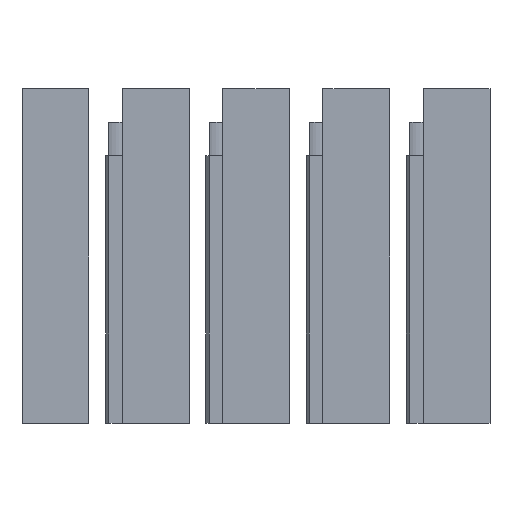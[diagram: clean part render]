
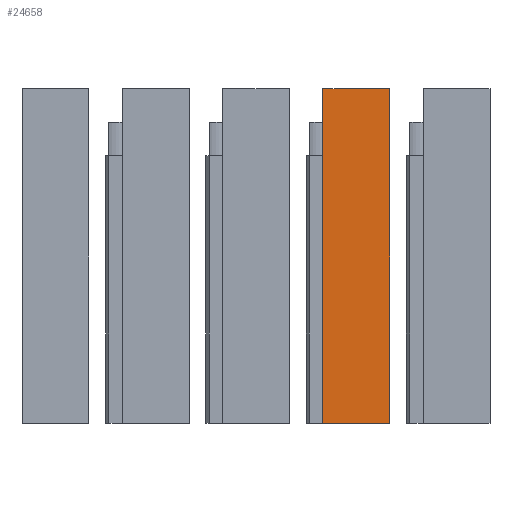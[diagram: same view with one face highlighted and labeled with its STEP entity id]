
A CAD part, front view. The second image highlights one B-rep face of the part: STEP entity #24658.
In plain terms, the highlighted planar face has unit normal (0, -1, 0).
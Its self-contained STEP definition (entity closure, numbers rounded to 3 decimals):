
#24542 = EDGE_CURVE('',#24543,#24545,#24547,.T.);
#24543 = VERTEX_POINT('',#24544);
#24544 = CARTESIAN_POINT('',(40.,-5.,-5.));
#24545 = VERTEX_POINT('',#24546);
#24546 = CARTESIAN_POINT('',(40.,-5.,45.));
#24547 = SURFACE_CURVE('',#24548,(#24552,#24564),.PCURVE_S1.);
#24548 = LINE('',#24549,#24550);
#24549 = CARTESIAN_POINT('',(40.,-5.,-5.));
#24550 = VECTOR('',#24551,1.);
#24551 = DIRECTION('',(0.,0.,1.));
#24552 = PCURVE('',#24553,#24558);
#24553 = PLANE('',#24554);
#24554 = AXIS2_PLACEMENT_3D('',#24555,#24556,#24557);
#24555 = CARTESIAN_POINT('',(40.,-5.,35.));
#24556 = DIRECTION('',(1.,0.,0.));
#24557 = DIRECTION('',(0.,0.,1.));
#24558 = DEFINITIONAL_REPRESENTATION('',(#24559),#24563);
#24559 = LINE('',#24560,#24561);
#24560 = CARTESIAN_POINT('',(-40.,0.));
#24561 = VECTOR('',#24562,1.);
#24562 = DIRECTION('',(1.,0.));
#24563 = ( GEOMETRIC_REPRESENTATION_CONTEXT(2) 
PARAMETRIC_REPRESENTATION_CONTEXT() REPRESENTATION_CONTEXT('2D SPACE',''
  ) );
#24564 = PCURVE('',#24565,#24570);
#24565 = PLANE('',#24566);
#24566 = AXIS2_PLACEMENT_3D('',#24567,#24568,#24569);
#24567 = CARTESIAN_POINT('',(40.,-5.,35.));
#24568 = DIRECTION('',(0.,1.,0.));
#24569 = DIRECTION('',(0.,0.,1.));
#24570 = DEFINITIONAL_REPRESENTATION('',(#24571),#24575);
#24571 = LINE('',#24572,#24573);
#24572 = CARTESIAN_POINT('',(-40.,0.));
#24573 = VECTOR('',#24574,1.);
#24574 = DIRECTION('',(1.,0.));
#24575 = ( GEOMETRIC_REPRESENTATION_CONTEXT(2) 
PARAMETRIC_REPRESENTATION_CONTEXT() REPRESENTATION_CONTEXT('2D SPACE',''
  ) );
#24593 = PLANE('',#24594);
#24594 = AXIS2_PLACEMENT_3D('',#24595,#24596,#24597);
#24595 = CARTESIAN_POINT('',(40.,-5.,-5.));
#24596 = DIRECTION('',(0.,0.,1.));
#24597 = DIRECTION('',(1.,0.,0.));
#24647 = PLANE('',#24648);
#24648 = AXIS2_PLACEMENT_3D('',#24649,#24650,#24651);
#24649 = CARTESIAN_POINT('',(40.,-5.,45.));
#24650 = DIRECTION('',(0.,0.,1.));
#24651 = DIRECTION('',(1.,0.,0.));
#24658 = ADVANCED_FACE('',(#24659),#24565,.F.);
#24659 = FACE_BOUND('',#24660,.F.);
#24660 = EDGE_LOOP('',(#24661,#24691,#24712,#24713));
#24661 = ORIENTED_EDGE('',*,*,#24662,.F.);
#24662 = EDGE_CURVE('',#24663,#24665,#24667,.T.);
#24663 = VERTEX_POINT('',#24664);
#24664 = CARTESIAN_POINT('',(50.,-5.,-5.));
#24665 = VERTEX_POINT('',#24666);
#24666 = CARTESIAN_POINT('',(50.,-5.,45.));
#24667 = SURFACE_CURVE('',#24668,(#24672,#24679),.PCURVE_S1.);
#24668 = LINE('',#24669,#24670);
#24669 = CARTESIAN_POINT('',(50.,-5.,-5.));
#24670 = VECTOR('',#24671,1.);
#24671 = DIRECTION('',(0.,0.,1.));
#24672 = PCURVE('',#24565,#24673);
#24673 = DEFINITIONAL_REPRESENTATION('',(#24674),#24678);
#24674 = LINE('',#24675,#24676);
#24675 = CARTESIAN_POINT('',(-40.,10.));
#24676 = VECTOR('',#24677,1.);
#24677 = DIRECTION('',(1.,0.));
#24678 = ( GEOMETRIC_REPRESENTATION_CONTEXT(2) 
PARAMETRIC_REPRESENTATION_CONTEXT() REPRESENTATION_CONTEXT('2D SPACE',''
  ) );
#24679 = PCURVE('',#24680,#24685);
#24680 = PLANE('',#24681);
#24681 = AXIS2_PLACEMENT_3D('',#24682,#24683,#24684);
#24682 = CARTESIAN_POINT('',(50.,-5.,35.));
#24683 = DIRECTION('',(1.,0.,0.));
#24684 = DIRECTION('',(0.,0.,1.));
#24685 = DEFINITIONAL_REPRESENTATION('',(#24686),#24690);
#24686 = LINE('',#24687,#24688);
#24687 = CARTESIAN_POINT('',(-40.,0.));
#24688 = VECTOR('',#24689,1.);
#24689 = DIRECTION('',(1.,0.));
#24690 = ( GEOMETRIC_REPRESENTATION_CONTEXT(2) 
PARAMETRIC_REPRESENTATION_CONTEXT() REPRESENTATION_CONTEXT('2D SPACE',''
  ) );
#24691 = ORIENTED_EDGE('',*,*,#24692,.F.);
#24692 = EDGE_CURVE('',#24543,#24663,#24693,.T.);
#24693 = SURFACE_CURVE('',#24694,(#24698,#24705),.PCURVE_S1.);
#24694 = LINE('',#24695,#24696);
#24695 = CARTESIAN_POINT('',(40.,-5.,-5.));
#24696 = VECTOR('',#24697,1.);
#24697 = DIRECTION('',(1.,0.,0.));
#24698 = PCURVE('',#24565,#24699);
#24699 = DEFINITIONAL_REPRESENTATION('',(#24700),#24704);
#24700 = LINE('',#24701,#24702);
#24701 = CARTESIAN_POINT('',(-40.,0.));
#24702 = VECTOR('',#24703,1.);
#24703 = DIRECTION('',(0.,1.));
#24704 = ( GEOMETRIC_REPRESENTATION_CONTEXT(2) 
PARAMETRIC_REPRESENTATION_CONTEXT() REPRESENTATION_CONTEXT('2D SPACE',''
  ) );
#24705 = PCURVE('',#24593,#24706);
#24706 = DEFINITIONAL_REPRESENTATION('',(#24707),#24711);
#24707 = LINE('',#24708,#24709);
#24708 = CARTESIAN_POINT('',(0.,0.));
#24709 = VECTOR('',#24710,1.);
#24710 = DIRECTION('',(1.,0.));
#24711 = ( GEOMETRIC_REPRESENTATION_CONTEXT(2) 
PARAMETRIC_REPRESENTATION_CONTEXT() REPRESENTATION_CONTEXT('2D SPACE',''
  ) );
#24712 = ORIENTED_EDGE('',*,*,#24542,.T.);
#24713 = ORIENTED_EDGE('',*,*,#24714,.T.);
#24714 = EDGE_CURVE('',#24545,#24665,#24715,.T.);
#24715 = SURFACE_CURVE('',#24716,(#24720,#24727),.PCURVE_S1.);
#24716 = LINE('',#24717,#24718);
#24717 = CARTESIAN_POINT('',(40.,-5.,45.));
#24718 = VECTOR('',#24719,1.);
#24719 = DIRECTION('',(1.,0.,0.));
#24720 = PCURVE('',#24565,#24721);
#24721 = DEFINITIONAL_REPRESENTATION('',(#24722),#24726);
#24722 = LINE('',#24723,#24724);
#24723 = CARTESIAN_POINT('',(10.,0.));
#24724 = VECTOR('',#24725,1.);
#24725 = DIRECTION('',(0.,1.));
#24726 = ( GEOMETRIC_REPRESENTATION_CONTEXT(2) 
PARAMETRIC_REPRESENTATION_CONTEXT() REPRESENTATION_CONTEXT('2D SPACE',''
  ) );
#24727 = PCURVE('',#24647,#24728);
#24728 = DEFINITIONAL_REPRESENTATION('',(#24729),#24733);
#24729 = LINE('',#24730,#24731);
#24730 = CARTESIAN_POINT('',(0.,0.));
#24731 = VECTOR('',#24732,1.);
#24732 = DIRECTION('',(1.,0.));
#24733 = ( GEOMETRIC_REPRESENTATION_CONTEXT(2) 
PARAMETRIC_REPRESENTATION_CONTEXT() REPRESENTATION_CONTEXT('2D SPACE',''
  ) );
